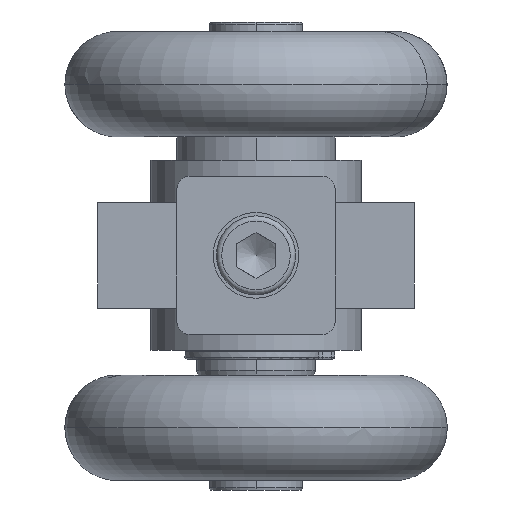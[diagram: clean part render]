
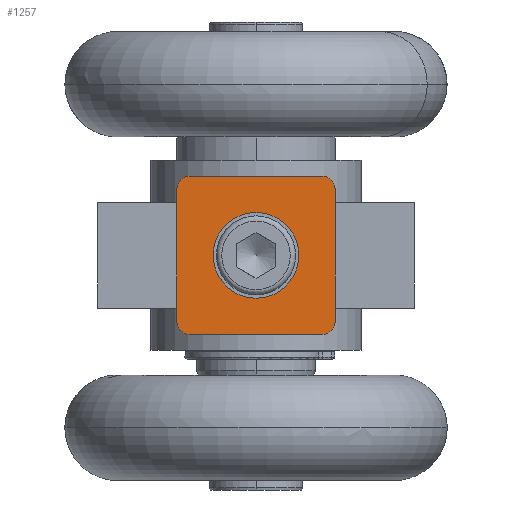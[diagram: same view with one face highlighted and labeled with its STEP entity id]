
A CAD part, left-side view. The second image highlights one B-rep face of the part: STEP entity #1257.
In plain terms, the highlighted face is planar.
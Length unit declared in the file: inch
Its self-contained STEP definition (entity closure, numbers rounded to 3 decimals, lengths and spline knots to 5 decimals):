
#889=CARTESIAN_POINT('',(0.0,-0.20313,0.3125));
#890=VERTEX_POINT('',#889);
#906=CARTESIAN_POINT('',(0.,0.20313,0.3125));
#907=VERTEX_POINT('',#906);
#914=CARTESIAN_POINT('',(0.0,0.0,0.3125));
#915=DIRECTION('',(0.0,0.0,-1.0));
#916=DIRECTION('',(0.0,-1.0,0.0));
#917=AXIS2_PLACEMENT_3D('',#914,#915,#916);
#918=CIRCLE('',#917,0.20313);
#919=EDGE_CURVE('',#890,#907,#918,.T.);
#973=CARTESIAN_POINT('',(-0.35669,0.35669,0.3125));
#974=VERTEX_POINT('',#973);
#990=CARTESIAN_POINT('',(-0.375,0.3125,0.3125));
#991=VERTEX_POINT('',#990);
#998=CARTESIAN_POINT('',(-0.3125,0.3125,0.3125));
#999=DIRECTION('',(0.0,0.0,-1.));
#1000=DIRECTION('',(-0.707,0.707,0.0));
#1001=AXIS2_PLACEMENT_3D('',#998,#999,#1000);
#1002=CIRCLE('',#1001,0.0625);
#1003=EDGE_CURVE('',#991,#974,#1002,.T.);
#1015=CARTESIAN_POINT('',(0.35669,0.35669,0.3125));
#1016=VERTEX_POINT('',#1015);
#1032=CARTESIAN_POINT('',(0.3125,0.375,0.3125));
#1033=VERTEX_POINT('',#1032);
#1040=CARTESIAN_POINT('',(0.3125,0.3125,0.3125));
#1041=DIRECTION('',(0.0,0.0,-1.));
#1042=DIRECTION('',(0.707,0.707,0.0));
#1043=AXIS2_PLACEMENT_3D('',#1040,#1041,#1042);
#1044=CIRCLE('',#1043,0.0625);
#1045=EDGE_CURVE('',#1033,#1016,#1044,.T.);
#1057=CARTESIAN_POINT('',(0.35669,-0.35669,0.3125));
#1058=VERTEX_POINT('',#1057);
#1074=CARTESIAN_POINT('',(0.375,-0.3125,0.3125));
#1075=VERTEX_POINT('',#1074);
#1082=CARTESIAN_POINT('',(0.3125,-0.3125,0.3125));
#1083=DIRECTION('',(0.0,0.0,-1.));
#1084=DIRECTION('',(0.707,-0.707,0.0));
#1085=AXIS2_PLACEMENT_3D('',#1082,#1083,#1084);
#1086=CIRCLE('',#1085,0.0625);
#1087=EDGE_CURVE('',#1075,#1058,#1086,.T.);
#1099=CARTESIAN_POINT('',(-0.35669,-0.35669,0.3125));
#1100=VERTEX_POINT('',#1099);
#1116=CARTESIAN_POINT('',(-0.3125,-0.375,0.3125));
#1117=VERTEX_POINT('',#1116);
#1124=CARTESIAN_POINT('',(-0.3125,-0.3125,0.3125));
#1125=DIRECTION('',(0.0,0.0,-1.));
#1126=DIRECTION('',(-0.707,-0.707,0.0));
#1127=AXIS2_PLACEMENT_3D('',#1124,#1125,#1126);
#1128=CIRCLE('',#1127,0.0625);
#1129=EDGE_CURVE('',#1117,#1100,#1128,.T.);
#1140=CARTESIAN_POINT('',(-0.375,-0.3125,0.3125));
#1141=VERTEX_POINT('',#1140);
#1142=CARTESIAN_POINT('',(-0.3125,-0.3125,0.3125));
#1143=DIRECTION('',(0.0,0.0,-1.));
#1144=DIRECTION('',(-0.707,-0.707,0.0));
#1145=AXIS2_PLACEMENT_3D('',#1142,#1143,#1144);
#1146=CIRCLE('',#1145,0.0625);
#1147=EDGE_CURVE('',#1100,#1141,#1146,.T.);
#1173=CARTESIAN_POINT('',(-0.375,-0.3125,0.3125));
#1174=DIRECTION('',(0.0,1.0,0.0));
#1175=VECTOR('',#1174,0.625);
#1176=LINE('',#1173,#1175);
#1177=EDGE_CURVE('',#1141,#991,#1176,.T.);
#1189=CARTESIAN_POINT('',(0.4125,0.4125,0.3125));
#1190=DIRECTION('',(0.0,0.0,-1.0));
#1191=DIRECTION('',(-1.0,0.0,0.0));
#1192=AXIS2_PLACEMENT_3D('',#1189,#1190,#1191);
#1193=PLANE('',#1192);
#1194=ORIENTED_EDGE('',*,*,#1129,.F.);
#1195=CARTESIAN_POINT('',(0.3125,-0.375,0.3125));
#1196=VERTEX_POINT('',#1195);
#1197=CARTESIAN_POINT('',(0.3125,-0.375,0.3125));
#1198=DIRECTION('',(-1.0,0.0,0.0));
#1199=VECTOR('',#1198,0.625);
#1200=LINE('',#1197,#1199);
#1201=EDGE_CURVE('',#1196,#1117,#1200,.T.);
#1202=ORIENTED_EDGE('',*,*,#1201,.F.);
#1203=CARTESIAN_POINT('',(0.3125,-0.3125,0.3125));
#1204=DIRECTION('',(0.0,0.0,-1.));
#1205=DIRECTION('',(0.707,-0.707,0.0));
#1206=AXIS2_PLACEMENT_3D('',#1203,#1204,#1205);
#1207=CIRCLE('',#1206,0.0625);
#1208=EDGE_CURVE('',#1058,#1196,#1207,.T.);
#1209=ORIENTED_EDGE('',*,*,#1208,.F.);
#1210=ORIENTED_EDGE('',*,*,#1087,.F.);
#1211=CARTESIAN_POINT('',(0.375,0.3125,0.3125));
#1212=VERTEX_POINT('',#1211);
#1213=CARTESIAN_POINT('',(0.375,0.3125,0.3125));
#1214=DIRECTION('',(0.0,-1.0,0.0));
#1215=VECTOR('',#1214,0.625);
#1216=LINE('',#1213,#1215);
#1217=EDGE_CURVE('',#1212,#1075,#1216,.T.);
#1218=ORIENTED_EDGE('',*,*,#1217,.F.);
#1219=CARTESIAN_POINT('',(0.3125,0.3125,0.3125));
#1220=DIRECTION('',(0.0,0.0,-1.));
#1221=DIRECTION('',(0.707,0.707,0.0));
#1222=AXIS2_PLACEMENT_3D('',#1219,#1220,#1221);
#1223=CIRCLE('',#1222,0.0625);
#1224=EDGE_CURVE('',#1016,#1212,#1223,.T.);
#1225=ORIENTED_EDGE('',*,*,#1224,.F.);
#1226=ORIENTED_EDGE('',*,*,#1045,.F.);
#1227=CARTESIAN_POINT('',(-0.3125,0.375,0.3125));
#1228=VERTEX_POINT('',#1227);
#1229=CARTESIAN_POINT('',(-0.3125,0.375,0.3125));
#1230=DIRECTION('',(1.0,0.0,0.0));
#1231=VECTOR('',#1230,0.625);
#1232=LINE('',#1229,#1231);
#1233=EDGE_CURVE('',#1228,#1033,#1232,.T.);
#1234=ORIENTED_EDGE('',*,*,#1233,.F.);
#1235=CARTESIAN_POINT('',(-0.3125,0.3125,0.3125));
#1236=DIRECTION('',(0.0,0.0,-1.));
#1237=DIRECTION('',(-0.707,0.707,0.0));
#1238=AXIS2_PLACEMENT_3D('',#1235,#1236,#1237);
#1239=CIRCLE('',#1238,0.0625);
#1240=EDGE_CURVE('',#974,#1228,#1239,.T.);
#1241=ORIENTED_EDGE('',*,*,#1240,.F.);
#1242=ORIENTED_EDGE('',*,*,#1003,.F.);
#1243=ORIENTED_EDGE('',*,*,#1177,.F.);
#1244=ORIENTED_EDGE('',*,*,#1147,.F.);
#1245=EDGE_LOOP('',(#1194,#1202,#1209,#1210,#1218,#1225,#1226,#1234,#1241,#1242,#1243,#1244));
#1246=FACE_OUTER_BOUND('',#1245,.T.);
#1247=ORIENTED_EDGE('',*,*,#919,.T.);
#1248=CARTESIAN_POINT('',(0.0,0.0,0.3125));
#1249=DIRECTION('',(0.0,0.0,-1.0));
#1250=DIRECTION('',(0.0,-1.0,0.0));
#1251=AXIS2_PLACEMENT_3D('',#1248,#1249,#1250);
#1252=CIRCLE('',#1251,0.20313);
#1253=EDGE_CURVE('',#907,#890,#1252,.T.);
#1254=ORIENTED_EDGE('',*,*,#1253,.T.);
#1255=EDGE_LOOP('',(#1247,#1254));
#1256=FACE_BOUND('',#1255,.T.);
#1257=ADVANCED_FACE('',(#1246,#1256),#1193,.F.);
